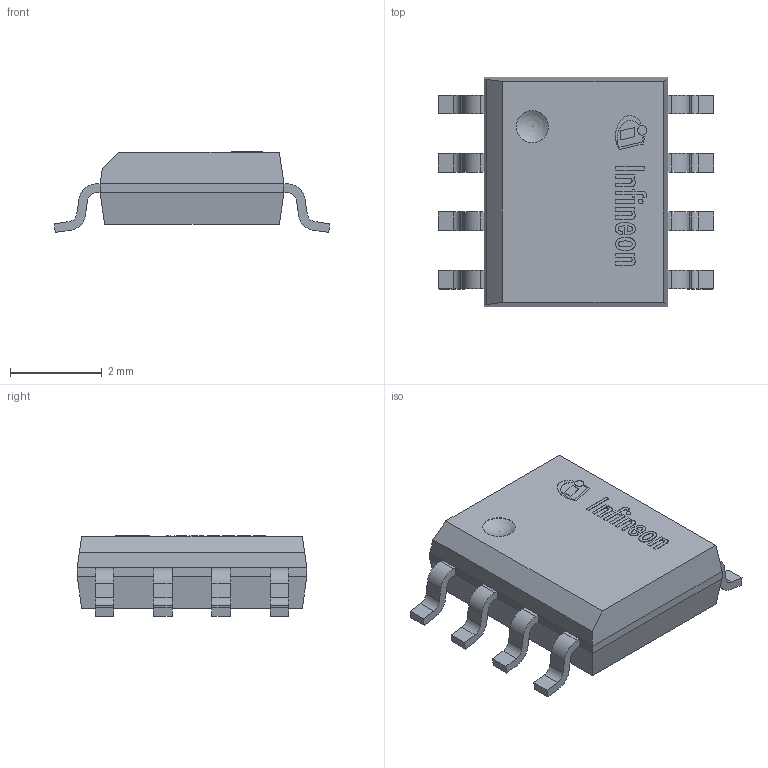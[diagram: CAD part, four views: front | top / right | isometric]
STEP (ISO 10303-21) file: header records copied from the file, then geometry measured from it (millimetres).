
FILE_DESCRIPTION(/* description */ (''),/* implementation_level */ '2;1');
FILE_NAME(/* name */ 'PG-DSO-8-94_Z8B00022228_V11_3D.stp',/* time_stamp */ '2024-10-25T16:23:33+05:30',/* author */ ('sivamani'),/* organization */ (''),/* preprocessor_version */ 'ST-DEVELOPER v19.2',/* originating_system */ 'AutoCAD Mechanical',/* authorisation */ '');
FILE_SCHEMA (('AUTOMOTIVE_DESIGN { 1 0 10303 214 3 1 1 }'));
Length unit declared in the file: millimetre
Products named in the file (1): Product
Bounding box: 6 x 5 x 1.76 mm (x, y, z)
Volume: 31 mm3; surface area: 162.2 mm2
Topology: 24 solids, 24 shells, 340 faces, 879 edges, 585 vertices
Faces by surface type: plane 187, cylinder 150, sphere 3
Full cylindrical faces by diameter (mm): 0.1 x1, 0.205 x1, 0.7 x2
Entity records: 10460 total; most frequent: DIRECTION 1861, CARTESIAN_POINT 1802, ORIENTED_EDGE 1752, EDGE_CURVE 876, AXIS2_PLACEMENT_3D 644, VERTEX_POINT 585, LINE 573, VECTOR 573
